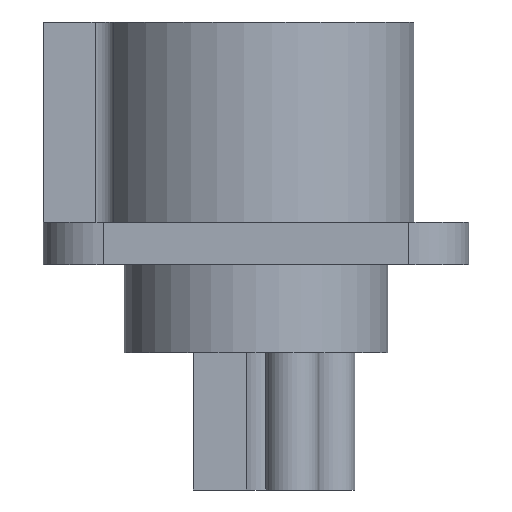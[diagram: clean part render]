
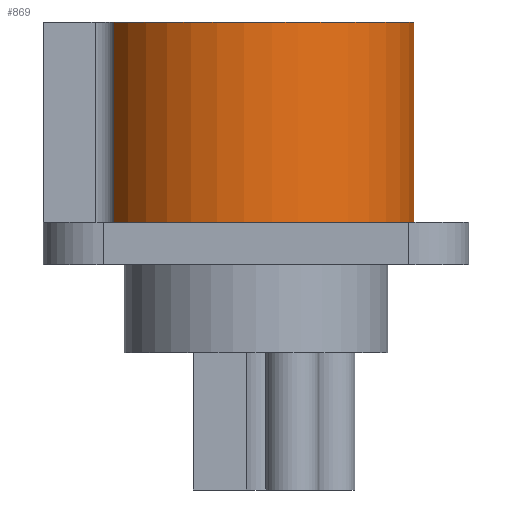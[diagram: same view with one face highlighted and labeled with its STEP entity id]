
A CAD part, front view. The second image highlights one B-rep face of the part: STEP entity #869.
In plain terms, the highlighted cylindrical face has radius 7.505 mm (diameter 15.01 mm), a partial arc.
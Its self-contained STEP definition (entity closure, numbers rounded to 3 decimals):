
#29 = CARTESIAN_POINT ( 'NONE',  ( -6.736, 3.309, 11.51 ) ) ;
#152 = VERTEX_POINT ( 'NONE', #1362 ) ;
#237 = CARTESIAN_POINT ( 'NONE',  ( 0., 0., 2.01 ) ) ;
#252 = DIRECTION ( 'NONE',  ( 0., 0., 1. ) ) ;
#316 = LINE ( 'NONE', #29, #3255 ) ;
#506 = CARTESIAN_POINT ( 'NONE',  ( -6.736, -3.309, 11.51 ) ) ;
#543 = CARTESIAN_POINT ( 'NONE',  ( -6.736, -3.309, 11.51 ) ) ;
#574 = DIRECTION ( 'NONE',  ( -1., 0., 0. ) ) ;
#683 = CARTESIAN_POINT ( 'NONE',  ( 0., 0., 11.51 ) ) ;
#795 = DIRECTION ( 'NONE',  ( 0., 0., -1. ) ) ;
#823 = CIRCLE ( 'NONE', #4257, 7.505 ) ;
#847 = AXIS2_PLACEMENT_3D ( 'NONE', #958, #1376, #574 ) ;
#869 = ADVANCED_FACE ( 'NONE', ( #4936 ), #3054, .T. ) ;
#958 = CARTESIAN_POINT ( 'NONE',  ( 0., 0., 11.51 ) ) ;
#1362 = CARTESIAN_POINT ( 'NONE',  ( -6.736, 3.309, 2.01 ) ) ;
#1376 = DIRECTION ( 'NONE',  ( 0., 0., -1. ) ) ;
#1599 = EDGE_CURVE ( 'NONE', #3868, #4123, #823, .T. ) ;
#1903 = DIRECTION ( 'NONE',  ( 0., 0., 1. ) ) ;
#2043 = EDGE_CURVE ( 'NONE', #3868, #3168, #2785, .T. ) ;
#2665 = VECTOR ( 'NONE', #3817, 1000. ) ;
#2785 = LINE ( 'NONE', #506, #2665 ) ;
#2976 = ORIENTED_EDGE ( 'NONE', *, *, #2043, .T. ) ;
#3054 = CYLINDRICAL_SURFACE ( 'NONE', #847, 7.505 ) ;
#3090 = ORIENTED_EDGE ( 'NONE', *, *, #1599, .F. ) ;
#3140 = ORIENTED_EDGE ( 'NONE', *, *, #4622, .T. ) ;
#3168 = VERTEX_POINT ( 'NONE', #4347 ) ;
#3255 = VECTOR ( 'NONE', #795, 1000. ) ;
#3667 = AXIS2_PLACEMENT_3D ( 'NONE', #237, #252, #5188 ) ;
#3817 = DIRECTION ( 'NONE',  ( 0., 0., -1. ) ) ;
#3868 = VERTEX_POINT ( 'NONE', #543 ) ;
#3981 = DIRECTION ( 'NONE',  ( -1., 0., 0. ) ) ;
#4123 = VERTEX_POINT ( 'NONE', #4422 ) ;
#4257 = AXIS2_PLACEMENT_3D ( 'NONE', #683, #1903, #3981 ) ;
#4347 = CARTESIAN_POINT ( 'NONE',  ( -6.736, -3.309, 2.01 ) ) ;
#4422 = CARTESIAN_POINT ( 'NONE',  ( -6.736, 3.309, 11.51 ) ) ;
#4520 = CIRCLE ( 'NONE', #3667, 7.505 ) ;
#4622 = EDGE_CURVE ( 'NONE', #3168, #152, #4520, .T. ) ;
#4847 = EDGE_CURVE ( 'NONE', #4123, #152, #316, .T. ) ;
#4855 = EDGE_LOOP ( 'NONE', ( #3140, #4955, #3090, #2976 ) ) ;
#4936 = FACE_OUTER_BOUND ( 'NONE', #4855, .T. ) ;
#4955 = ORIENTED_EDGE ( 'NONE', *, *, #4847, .F. ) ;
#5188 = DIRECTION ( 'NONE',  ( -1., 0., 0. ) ) ;
